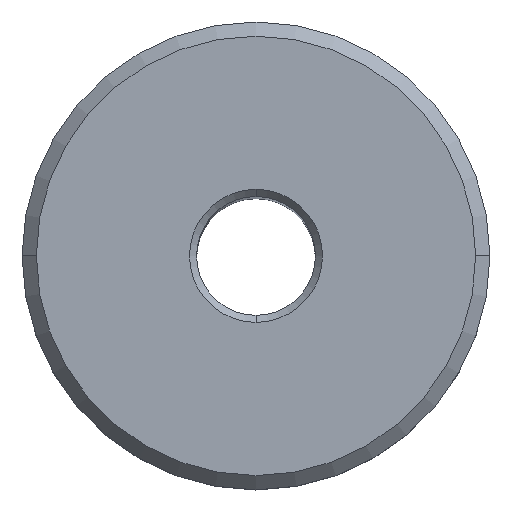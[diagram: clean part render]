
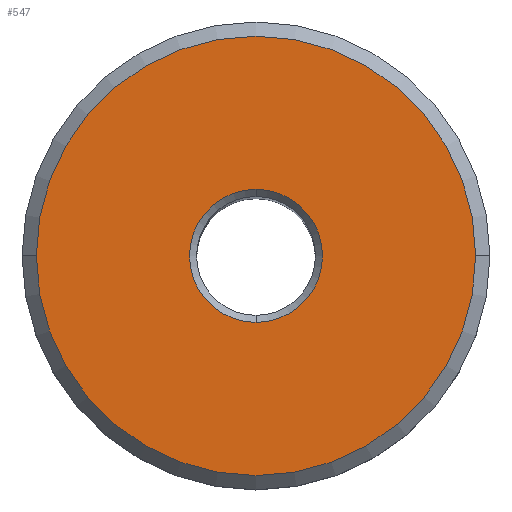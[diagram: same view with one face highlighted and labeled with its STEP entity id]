
A CAD part, top view. The second image highlights one B-rep face of the part: STEP entity #547.
In plain terms, the highlighted planar face has unit normal (0, 0, 1).
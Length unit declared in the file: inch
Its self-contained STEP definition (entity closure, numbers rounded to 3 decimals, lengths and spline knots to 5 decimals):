
#56 = VERTEX_POINT ( 'NONE', #140 ) ;
#63 = PLANE ( 'NONE',  #240 ) ;
#83 = AXIS2_PLACEMENT_3D ( 'NONE', #560, #651, #574 ) ;
#87 = DIRECTION ( 'NONE',  ( -1., 0., 0. ) ) ;
#140 = CARTESIAN_POINT ( 'NONE',  ( 0., 0.14, 0. ) ) ;
#143 = CARTESIAN_POINT ( 'NONE',  ( 0., 0., 0. ) ) ;
#240 = AXIS2_PLACEMENT_3D ( 'NONE', #363, #678, #906 ) ;
#246 = CARTESIAN_POINT ( 'NONE',  ( 0., 0., 0. ) ) ;
#332 = CARTESIAN_POINT ( 'NONE',  ( 0., 0., 0. ) ) ;
#346 = EDGE_CURVE ( 'NONE', #888, #56, #612, .T. ) ;
#359 = VERTEX_POINT ( 'NONE', #427 ) ;
#363 = CARTESIAN_POINT ( 'NONE',  ( 0., 0.49213, 0. ) ) ;
#407 = CIRCLE ( 'NONE', #969, 0.14 ) ;
#427 = CARTESIAN_POINT ( 'NONE',  ( 0.46213, 0., 0. ) ) ;
#428 = CIRCLE ( 'NONE', #858, 0.46213 ) ;
#430 = ORIENTED_EDGE ( 'NONE', *, *, #897, .T. ) ;
#436 = CARTESIAN_POINT ( 'NONE',  ( 0., -0.14, 0. ) ) ;
#481 = DIRECTION ( 'NONE',  ( -1., 0., 0. ) ) ;
#500 = DIRECTION ( 'NONE',  ( 0., 0., 1. ) ) ;
#547 = ADVANCED_FACE ( 'NONE', ( #975, #745 ), #63, .F. ) ;
#548 = EDGE_LOOP ( 'NONE', ( #806, #430 ) ) ;
#553 = AXIS2_PLACEMENT_3D ( 'NONE', #246, #919, #87 ) ;
#560 = CARTESIAN_POINT ( 'NONE',  ( 0., 0., 0. ) ) ;
#574 = DIRECTION ( 'NONE',  ( -1., 0., 0. ) ) ;
#612 = CIRCLE ( 'NONE', #83, 0.14 ) ;
#632 = EDGE_CURVE ( 'NONE', #762, #359, #673, .T. ) ;
#651 = DIRECTION ( 'NONE',  ( 0., 0., -1. ) ) ;
#668 = EDGE_LOOP ( 'NONE', ( #742, #851 ) ) ;
#673 = CIRCLE ( 'NONE', #553, 0.46213 ) ;
#678 = DIRECTION ( 'NONE',  ( 0., 0., -1. ) ) ;
#742 = ORIENTED_EDGE ( 'NONE', *, *, #632, .T. ) ;
#745 = FACE_BOUND ( 'NONE', #548, .T. ) ;
#762 = VERTEX_POINT ( 'NONE', #865 ) ;
#798 = EDGE_CURVE ( 'NONE', #359, #762, #428, .T. ) ;
#806 = ORIENTED_EDGE ( 'NONE', *, *, #346, .T. ) ;
#839 = DIRECTION ( 'NONE',  ( 0., 0., -1. ) ) ;
#851 = ORIENTED_EDGE ( 'NONE', *, *, #798, .T. ) ;
#858 = AXIS2_PLACEMENT_3D ( 'NONE', #332, #500, #481 ) ;
#865 = CARTESIAN_POINT ( 'NONE',  ( -0.46213, 0., 0. ) ) ;
#888 = VERTEX_POINT ( 'NONE', #436 ) ;
#897 = EDGE_CURVE ( 'NONE', #56, #888, #407, .T. ) ;
#906 = DIRECTION ( 'NONE',  ( -1., 0., 0. ) ) ;
#919 = DIRECTION ( 'NONE',  ( 0., 0., 1. ) ) ;
#969 = AXIS2_PLACEMENT_3D ( 'NONE', #143, #839, #973 ) ;
#973 = DIRECTION ( 'NONE',  ( -1., 0., 0. ) ) ;
#975 = FACE_OUTER_BOUND ( 'NONE', #668, .T. ) ;
